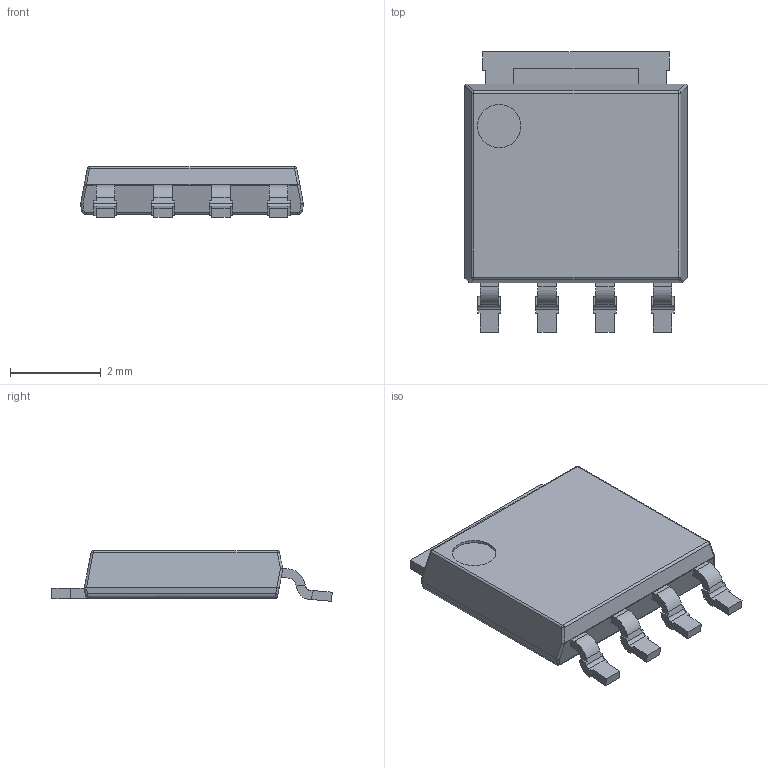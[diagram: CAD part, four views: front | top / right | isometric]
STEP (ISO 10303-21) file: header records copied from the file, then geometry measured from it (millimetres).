
FILE_DESCRIPTION(/* description */ ('Unknown'),/* implementation_level */ '2;1');
FILE_NAME(/* name */ 'SQJ160EP-T1_GE3',/* time_stamp */ '2023-09-01T19:50:09+02:00',/* author */ ('Unknown'),/* organization */ ('Unknown'),/* preprocessor_version */ 'ST-DEVELOPER v18.102',/* originating_system */ 'Solid Edge',/* authorisation */ 'Unknown');
FILE_SCHEMA (('AUTOMOTIVE_DESIGN {1 0 10303 214 3 1 1}'));
Length unit declared in the file: millimetre
Products named in the file (1): SQJ160EP-T1_GE3
Bounding box: 4.9 x 6.17 x 1.11 mm (x, y, z)
Volume: 22.4 mm3; surface area: 72.4 mm2
Topology: 1 solids, 1 shells, 151 faces, 419 edges, 265 vertices
Faces by surface type: plane 100, cylinder 40, sphere 7, bspline 4
Full cylindrical faces by diameter (mm): 0.954 x1
Entity records: 5830 total; most frequent: CARTESIAN_POINT 872, ORIENTED_EDGE 822, DIRECTION 799, EDGE_CURVE 411, LINE 319, VECTOR 319, VERTEX_POINT 265, AXIS2_PLACEMENT_3D 240
